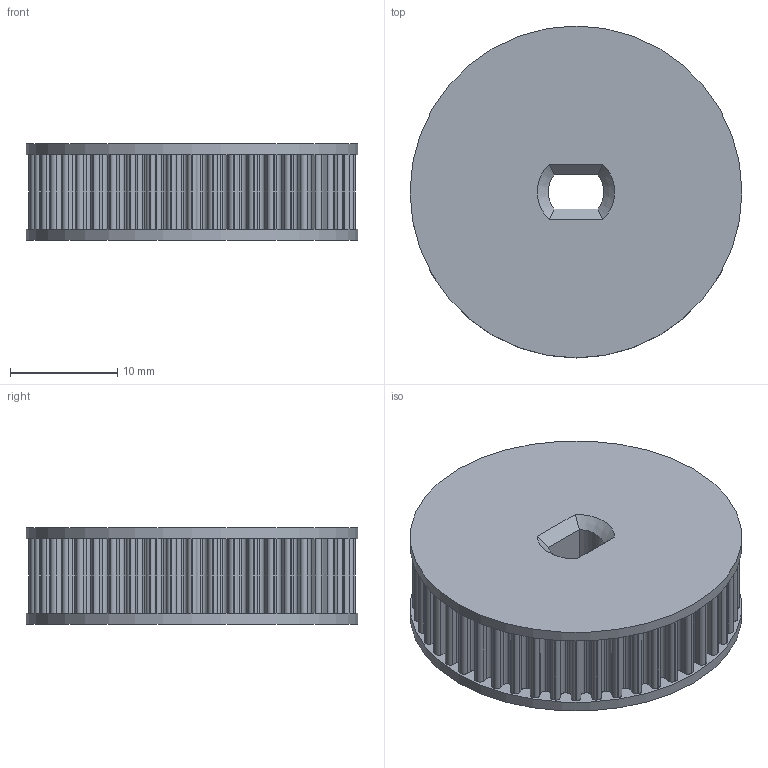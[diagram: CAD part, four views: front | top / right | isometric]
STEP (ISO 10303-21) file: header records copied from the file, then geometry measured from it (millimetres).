
FILE_DESCRIPTION(/* description */ (''),/* implementation_level */ '2;1');
FILE_NAME(/* name */ '00_Pulley_28byj-48_large.ipt.step',/* time_stamp */ '2022-11-29T07:48:37+01:00',/* author */ ('diederichbenedict'),/* organization */ (''),/* preprocessor_version */ 'ST-DEVELOPER v18.1',/* originating_system */ 'Autodesk Inventor 2022',/* authorisation */ '');
FILE_SCHEMA (('AUTOMOTIVE_DESIGN { 1 0 10303 214 3 1 1 }'));
Length unit declared in the file: millimetre
Products named in the file (1): 00_Pulley_28byj-48
Bounding box: 31 x 31 x 9 mm (x, y, z)
Volume: 6047.7 mm3; surface area: 3213.7 mm2
Topology: 1 solids, 1 shells, 398 faces, 1178 edges, 784 vertices
Faces by surface type: cylinder 244, plane 152, cone 2
Full cylindrical faces by diameter (mm): 31 x2
Entity records: 13549 total; most frequent: DIRECTION 2462, CARTESIAN_POINT 2373, ORIENTED_EDGE 2356, EDGE_CURVE 1178, AXIS2_PLACEMENT_3D 889, VERTEX_POINT 784, LINE 684, VECTOR 684
